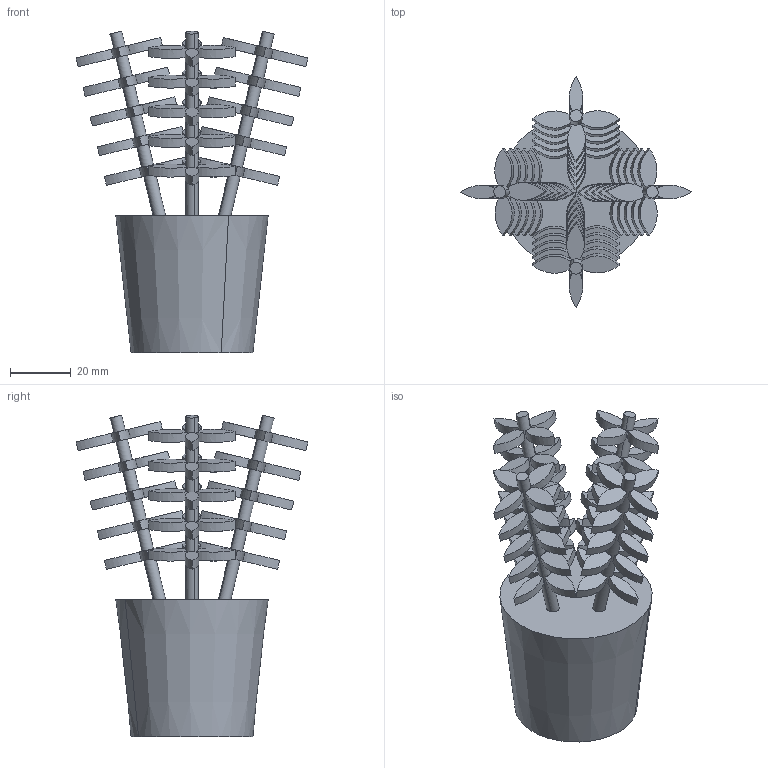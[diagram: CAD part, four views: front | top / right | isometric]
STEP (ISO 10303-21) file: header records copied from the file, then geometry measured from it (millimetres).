
FILE_DESCRIPTION(('CATIA V5 STEP Exchange'),'2;1');
FILE_NAME('plante.stp','2023-08-27T20:43:29+00:00',('none'),('none'),'CATIA Version 5 Release 19 GA (IN-10)','CATIA V5 STEP AP214','none');
FILE_SCHEMA(('AUTOMOTIVE_DESIGN { 1 0 10303 214 1 1 1 1 }'));
Length unit declared in the file: millimetre
Products named in the file (1): plante
Bounding box: 76.08 x 76.08 x 105.46 mm (x, y, z)
Volume: 86039 mm3; surface area: 26592.1 mm2
Topology: 1 solids, 1 shells, 363 faces, 876 edges, 572 vertices
Faces by surface type: extrusion 176, plane 175, cylinder 10, cone 2
Entity records: 13180 total; most frequent: CARTESIAN_POINT 5910, ORIENTED_EDGE 1752, EDGE_CURVE 876, DIRECTION 782, VERTEX_POINT 572, B_SPLINE_CURVE_WITH_KNOTS 552, VECTOR 460, EDGE_LOOP 428
